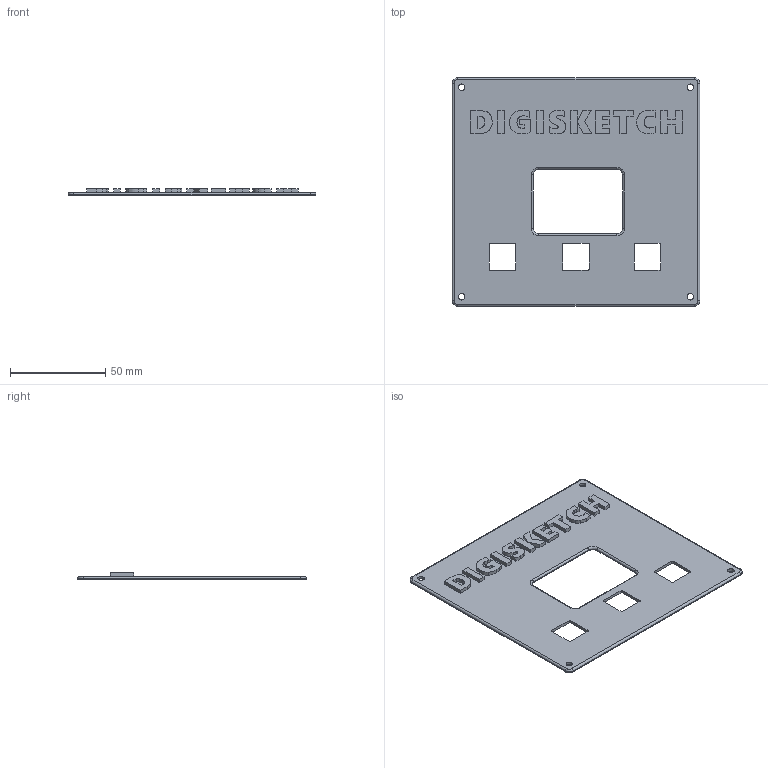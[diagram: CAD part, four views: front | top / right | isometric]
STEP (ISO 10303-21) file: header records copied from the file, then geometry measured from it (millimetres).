
FILE_DESCRIPTION(/* description */ (''),/* implementation_level */ '2;1');
FILE_NAME(/* name */ 'DigiSketch Top.step',/* time_stamp */ '2025-07-06T00:07:01+01:00',/* author */ (''),/* organization */ (''),/* preprocessor_version */ 'ST-DEVELOPER v20.1',/* originating_system */ 'Autodesk Translation Framework v14.10.0.0',/* authorisation */ '');
FILE_SCHEMA (('AUTOMOTIVE_DESIGN { 1 0 10303 214 3 1 1 }'));
Length unit declared in the file: millimetre
Products named in the file (1): 2025-07-05-14-45-23-517
Bounding box: 130 x 120 x 3.5 mm (x, y, z)
Volume: 21452 mm3; surface area: 28805.4 mm2
Topology: 1 solids, 1 shells, 207 faces, 566 edges, 372 vertices
Faces by surface type: plane 102, bspline 65, cylinder 32, torus 8
Full cylindrical faces by diameter (mm): 3.4 x4
Entity records: 7186 total; most frequent: CARTESIAN_POINT 2251, ORIENTED_EDGE 1132, DIRECTION 794, EDGE_CURVE 566, VERTEX_POINT 372, LINE 364, VECTOR 364, EDGE_LOOP 234
